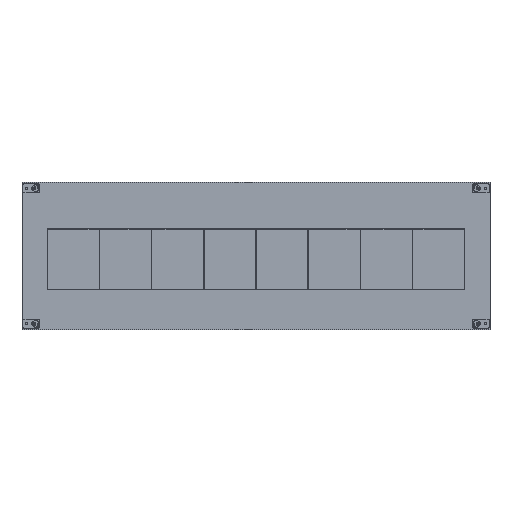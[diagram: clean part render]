
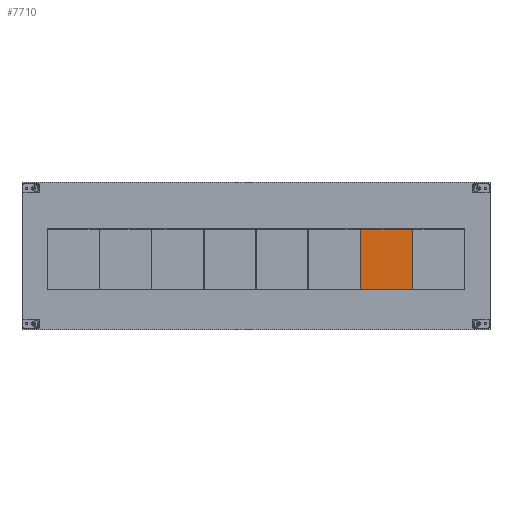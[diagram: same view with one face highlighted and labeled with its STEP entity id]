
A CAD part, top view. The second image highlights one B-rep face of the part: STEP entity #7710.
In plain terms, the highlighted planar face has unit normal (0, 0, 1).
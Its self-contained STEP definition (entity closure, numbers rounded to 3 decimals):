
#7595=DIRECTION('',(0.,1.,0.));
#7596=VECTOR('',#7595,122.);
#7597=CARTESIAN_POINT('',(32.5,-29.5,1.));
#7598=LINE('',#7597,#7596);
#7602=DIRECTION('',(-1.,0.,0.));
#7603=VECTOR('',#7602,105.);
#7604=CARTESIAN_POINT('',(137.5,92.5,1.));
#7605=LINE('',#7604,#7603);
#7609=DIRECTION('',(0.,1.,0.));
#7610=VECTOR('',#7609,122.);
#7611=CARTESIAN_POINT('',(137.5,-29.5,1.));
#7612=LINE('',#7611,#7610);
#7616=DIRECTION('',(1.,0.,0.));
#7617=VECTOR('',#7616,105.);
#7618=CARTESIAN_POINT('',(32.5,-29.5,1.));
#7619=LINE('',#7618,#7617);
#7679=CARTESIAN_POINT('',(32.5,-29.5,1.));
#7680=CARTESIAN_POINT('',(32.5,92.5,1.));
#7681=VERTEX_POINT('',#7679);
#7682=VERTEX_POINT('',#7680);
#7683=CARTESIAN_POINT('',(137.5,-29.5,1.));
#7684=CARTESIAN_POINT('',(137.5,92.5,1.));
#7685=VERTEX_POINT('',#7683);
#7686=VERTEX_POINT('',#7684);
#7695=CARTESIAN_POINT('',(0.,0.,1.));
#7696=DIRECTION('',(0.,0.,1.));
#7697=DIRECTION('',(1.,0.,0.));
#7698=AXIS2_PLACEMENT_3D('',#7695,#7696,#7697);
#7699=PLANE('',#7698);
#7701=ORIENTED_EDGE('',*,*,#7700,.T.);
#7703=ORIENTED_EDGE('',*,*,#7702,.F.);
#7705=ORIENTED_EDGE('',*,*,#7704,.F.);
#7707=ORIENTED_EDGE('',*,*,#7706,.F.);
#7708=EDGE_LOOP('',(#7701,#7703,#7705,#7707));
#7709=FACE_OUTER_BOUND('',#7708,.F.);
#7700=EDGE_CURVE('',#7681,#7682,#7598,.T.);
#7702=EDGE_CURVE('',#7686,#7682,#7605,.T.);
#7704=EDGE_CURVE('',#7685,#7686,#7612,.T.);
#7706=EDGE_CURVE('',#7681,#7685,#7619,.T.);
#7710=ADVANCED_FACE('',(#7709),#7699,.T.);
